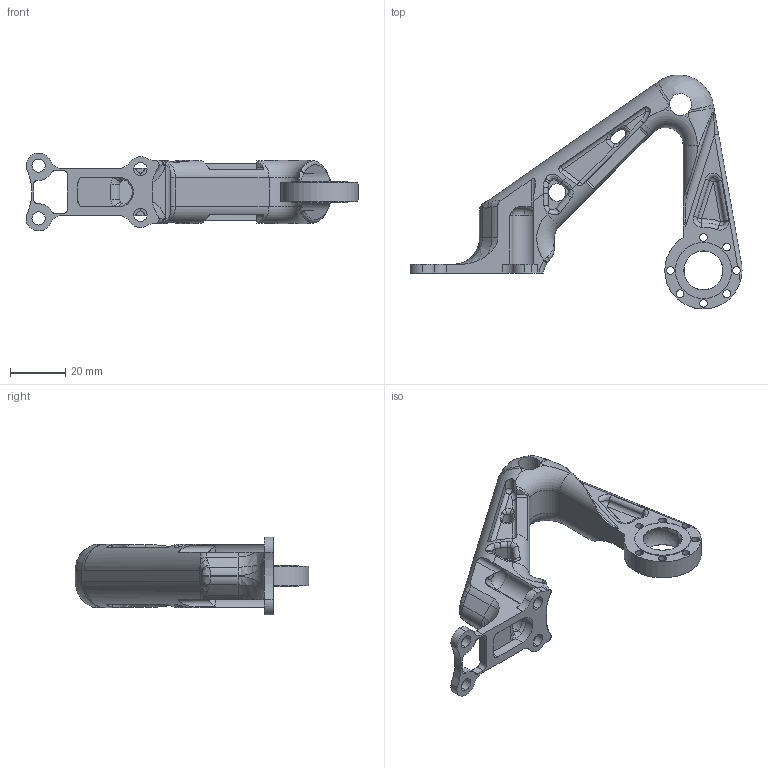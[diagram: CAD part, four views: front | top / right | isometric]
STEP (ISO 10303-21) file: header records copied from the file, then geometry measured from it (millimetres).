
FILE_DESCRIPTION (( 'STEP AP214' ), '1' );
FILE_NAME ('INTEG. BEARING BRKT.STEP', '2016-02-05T03:47:28', ( '' ), ( '' ), 'SwSTEP 2.0', 'SolidWorks 2016', '' );
FILE_SCHEMA (( 'AUTOMOTIVE_DESIGN' ));
Length unit declared in the file: inch
Products named in the file (1): INTEG. BEARING BRKT
Bounding box: 120.14 x 84.64 x 28.19 mm (x, y, z)
Volume: 36897.6 mm3; surface area: 17473.2 mm2
Topology: 1 solids, 1 shells, 374 faces, 974 edges, 585 vertices
Faces by surface type: cylinder 156, bspline 76, plane 74, torus 50, sphere 18
Entity records: 14746 total; most frequent: CARTESIAN_POINT 6114, ORIENTED_EDGE 1890, DIRECTION 1752, EDGE_CURVE 945, AXIS2_PLACEMENT_3D 722, VERTEX_POINT 572, CIRCLE 423, EDGE_LOOP 405
